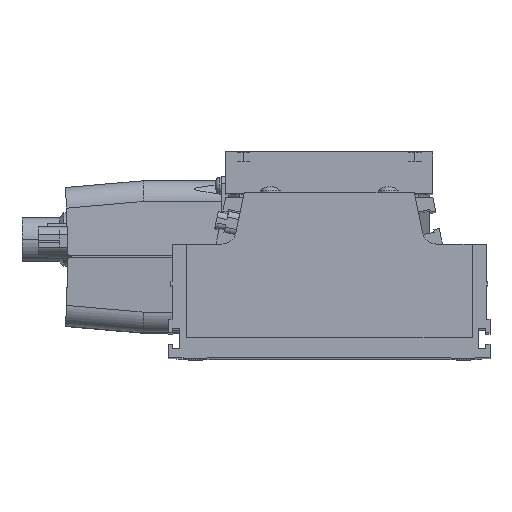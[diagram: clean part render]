
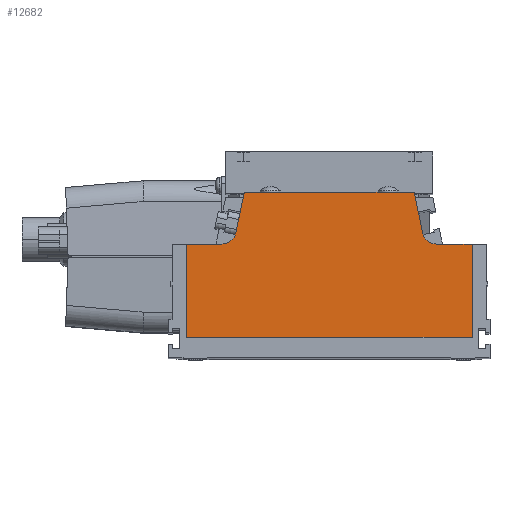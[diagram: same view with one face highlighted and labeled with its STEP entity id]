
A CAD part, top view. The second image highlights one B-rep face of the part: STEP entity #12682.
In plain terms, the highlighted planar face has unit normal (0, 0, 1).
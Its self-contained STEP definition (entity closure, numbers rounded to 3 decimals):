
#67 = CARTESIAN_POINT ( 'NONE',  ( 40., 3., 322.5 ) ) ;
#330 = DIRECTION ( 'NONE',  ( 0., 0., -1. ) ) ;
#489 = LINE ( 'NONE', #4464, #9211 ) ;
#674 = CARTESIAN_POINT ( 'NONE',  ( -40., 3., 322.5 ) ) ;
#738 = DIRECTION ( 'NONE',  ( -1., 0., 0. ) ) ;
#895 = CARTESIAN_POINT ( 'NONE',  ( 23.784, 17.45, 322.5 ) ) ;
#946 = VERTEX_POINT ( 'NONE', #9727 ) ;
#2209 = CARTESIAN_POINT ( 'NONE',  ( -40., -23.13, 322.5 ) ) ;
#3077 = AXIS2_PLACEMENT_3D ( 'NONE', #8695, #330, #8829 ) ;
#4044 = EDGE_CURVE ( 'NONE', #18973, #12723, #4314, .T. ) ;
#4113 = CARTESIAN_POINT ( 'NONE',  ( -40., -23.13, 322.5 ) ) ;
#4232 = EDGE_CURVE ( 'NONE', #18973, #25522, #6922, .T. ) ;
#4314 = CIRCLE ( 'NONE', #6501, 4. ) ;
#4431 = ORIENTED_EDGE ( 'NONE', *, *, #16824, .T. ) ;
#4447 = ORIENTED_EDGE ( 'NONE', *, *, #20999, .F. ) ;
#4464 = CARTESIAN_POINT ( 'NONE',  ( 40., 84.488, 322.5 ) ) ;
#4736 = DIRECTION ( 'NONE',  ( 0., -1., 0. ) ) ;
#4783 = CARTESIAN_POINT ( 'NONE',  ( 40., -23.13, 322.5 ) ) ;
#4815 = CIRCLE ( 'NONE', #3077, 4. ) ;
#5005 = LINE ( 'NONE', #23489, #16974 ) ;
#5381 = ORIENTED_EDGE ( 'NONE', *, *, #4044, .T. ) ;
#5486 = CARTESIAN_POINT ( 'NONE',  ( -30.049, 3., 322.5 ) ) ;
#5823 = DIRECTION ( 'NONE',  ( -1., 0., 0. ) ) ;
#6282 = CARTESIAN_POINT ( 'NONE',  ( -26.133, 6.184, 322.5 ) ) ;
#6501 = AXIS2_PLACEMENT_3D ( 'NONE', #26894, #14059, #5823 ) ;
#6772 = CARTESIAN_POINT ( 'NONE',  ( -23.784, 17.45, 322.5 ) ) ;
#6898 = DIRECTION ( 'NONE',  ( 1., 0., 0. ) ) ;
#6922 = LINE ( 'NONE', #15280, #23133 ) ;
#7095 = ORIENTED_EDGE ( 'NONE', *, *, #17605, .T. ) ;
#7188 = EDGE_CURVE ( 'NONE', #13329, #946, #7318, .T. ) ;
#7318 = LINE ( 'NONE', #11158, #23909 ) ;
#7407 = VECTOR ( 'NONE', #23395, 1000. ) ;
#8205 = EDGE_CURVE ( 'NONE', #17017, #14245, #5005, .T. ) ;
#8242 = EDGE_CURVE ( 'NONE', #9940, #8573, #19665, .T. ) ;
#8532 = PLANE ( 'NONE',  #12645 ) ;
#8573 = VERTEX_POINT ( 'NONE', #21258 ) ;
#8695 = CARTESIAN_POINT ( 'NONE',  ( 30.049, 7., 322.5 ) ) ;
#8799 = CARTESIAN_POINT ( 'NONE',  ( -40., 84.488, 322.5 ) ) ;
#8805 = ORIENTED_EDGE ( 'NONE', *, *, #4232, .F. ) ;
#8829 = DIRECTION ( 'NONE',  ( -1., 0., 0. ) ) ;
#9211 = VECTOR ( 'NONE', #25675, 1000. ) ;
#9405 = ORIENTED_EDGE ( 'NONE', *, *, #8242, .F. ) ;
#9507 = CARTESIAN_POINT ( 'NONE',  ( -40., 3., 322.5 ) ) ;
#9727 = CARTESIAN_POINT ( 'NONE',  ( 30.049, 3., 322.5 ) ) ;
#9940 = VERTEX_POINT ( 'NONE', #10027 ) ;
#10027 = CARTESIAN_POINT ( 'NONE',  ( 23.784, 17.45, 322.5 ) ) ;
#10625 = DIRECTION ( 'NONE',  ( 0.204, 0.979, 0. ) ) ;
#11158 = CARTESIAN_POINT ( 'NONE',  ( -40., 3., 322.5 ) ) ;
#12411 = ORIENTED_EDGE ( 'NONE', *, *, #8205, .T. ) ;
#12645 = AXIS2_PLACEMENT_3D ( 'NONE', #8799, #12772, #16870 ) ;
#12682 = ADVANCED_FACE ( 'NONE', ( #18919 ), #8532, .F. ) ;
#12723 = VERTEX_POINT ( 'NONE', #5486 ) ;
#12772 = DIRECTION ( 'NONE',  ( 0., 0., -1. ) ) ;
#12972 = ORIENTED_EDGE ( 'NONE', *, *, #7188, .T. ) ;
#13041 = EDGE_CURVE ( 'NONE', #25000, #14245, #14787, .T. ) ;
#13329 = VERTEX_POINT ( 'NONE', #67 ) ;
#14059 = DIRECTION ( 'NONE',  ( 0., 0., -1. ) ) ;
#14245 = VERTEX_POINT ( 'NONE', #2209 ) ;
#14787 = LINE ( 'NONE', #4113, #7407 ) ;
#15260 = ORIENTED_EDGE ( 'NONE', *, *, #20427, .F. ) ;
#15280 = CARTESIAN_POINT ( 'NONE',  ( -26.797, 3., 322.5 ) ) ;
#16824 = EDGE_CURVE ( 'NONE', #946, #8573, #4815, .T. ) ;
#16870 = DIRECTION ( 'NONE',  ( -1., 0., 0. ) ) ;
#16974 = VECTOR ( 'NONE', #4736, 1000. ) ;
#17017 = VERTEX_POINT ( 'NONE', #9507 ) ;
#17504 = DIRECTION ( 'NONE',  ( -1., 0., 0. ) ) ;
#17605 = EDGE_CURVE ( 'NONE', #12723, #17017, #23953, .T. ) ;
#17723 = DIRECTION ( 'NONE',  ( 0.204, -0.979, 0. ) ) ;
#17932 = EDGE_LOOP ( 'NONE', ( #4447, #12972, #4431, #9405, #15260, #8805, #5381, #7095, #12411, #20182 ) ) ;
#18919 = FACE_OUTER_BOUND ( 'NONE', #17932, .T. ) ;
#18973 = VERTEX_POINT ( 'NONE', #6282 ) ;
#19665 = LINE ( 'NONE', #895, #20909 ) ;
#20182 = ORIENTED_EDGE ( 'NONE', *, *, #13041, .F. ) ;
#20427 = EDGE_CURVE ( 'NONE', #25522, #9940, #23862, .T. ) ;
#20909 = VECTOR ( 'NONE', #17723, 1000. ) ;
#20999 = EDGE_CURVE ( 'NONE', #13329, #25000, #489, .T. ) ;
#21258 = CARTESIAN_POINT ( 'NONE',  ( 26.133, 6.184, 322.5 ) ) ;
#23133 = VECTOR ( 'NONE', #10625, 1000. ) ;
#23395 = DIRECTION ( 'NONE',  ( -1., 0., 0. ) ) ;
#23489 = CARTESIAN_POINT ( 'NONE',  ( -40., 84.488, 322.5 ) ) ;
#23862 = LINE ( 'NONE', #25639, #24588 ) ;
#23909 = VECTOR ( 'NONE', #738, 1000. ) ;
#23953 = LINE ( 'NONE', #674, #24425 ) ;
#24425 = VECTOR ( 'NONE', #17504, 1000. ) ;
#24588 = VECTOR ( 'NONE', #6898, 1000. ) ;
#25000 = VERTEX_POINT ( 'NONE', #4783 ) ;
#25522 = VERTEX_POINT ( 'NONE', #6772 ) ;
#25639 = CARTESIAN_POINT ( 'NONE',  ( -23.784, 17.45, 322.5 ) ) ;
#25675 = DIRECTION ( 'NONE',  ( 0., -1., 0. ) ) ;
#26894 = CARTESIAN_POINT ( 'NONE',  ( -30.049, 7., 322.5 ) ) ;
